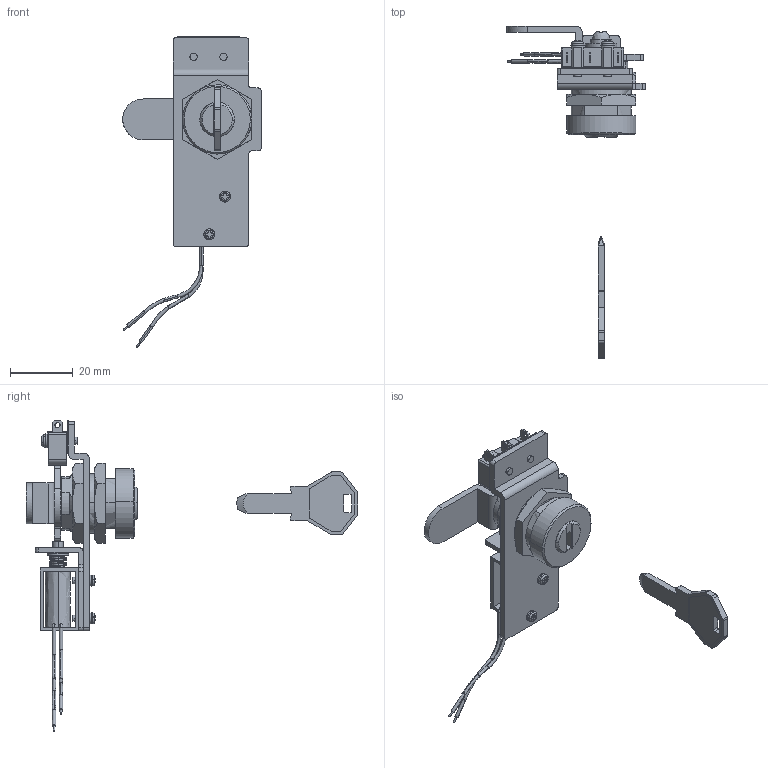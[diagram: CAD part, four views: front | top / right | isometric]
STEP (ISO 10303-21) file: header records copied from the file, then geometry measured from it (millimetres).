
FILE_DESCRIPTION((''),'2;1');
FILE_NAME('','2008-04-30T18:02:03',(''),(''),'','CADfix','');
FILE_SCHEMA(('AUTOMOTIVE_DESIGN { 1 0 10303 214 1 1 1 1 }'));
Length unit declared in the file: millimetre
Bounding box: 44 x 105.47 x 98.9 mm (x, y, z)
Volume: 17012.8 mm3; surface area: 13969.4 mm2
Topology: 5 solids, 5 shells, 461 faces, 1351 edges, 930 vertices
Faces by surface type: bspline 461
Entity records: 18973 total; most frequent: CARTESIAN_POINT 11297, ORIENTED_EDGE 2696, EDGE_CURVE 1348, VERTEX_POINT 930, QUASI_UNIFORM_CURVE 702, EDGE_LOOP 524, FACE_OUTER_BOUND 461, ADVANCED_FACE 461
